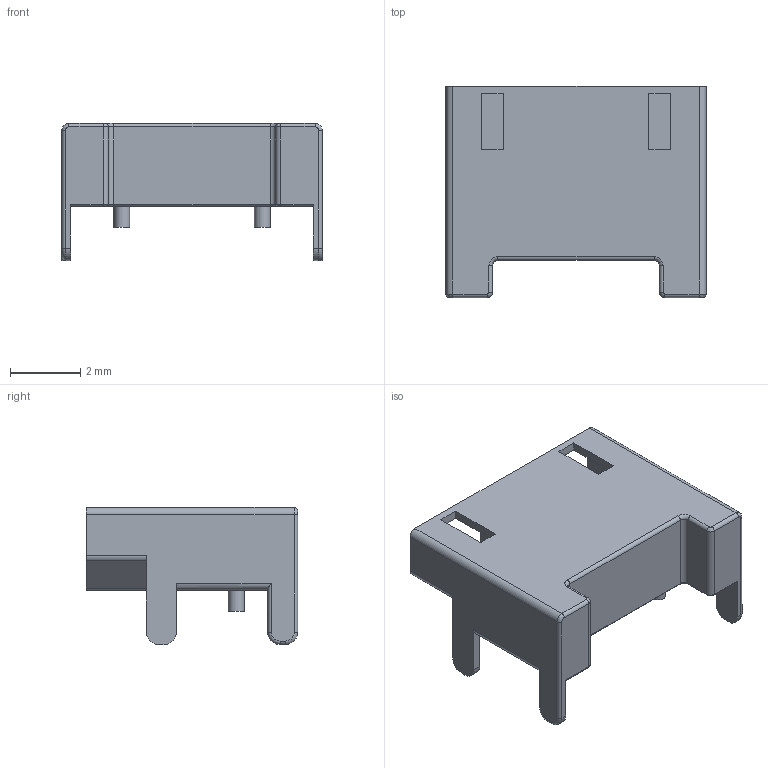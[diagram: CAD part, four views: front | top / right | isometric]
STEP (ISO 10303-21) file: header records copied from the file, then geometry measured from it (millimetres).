
FILE_DESCRIPTION(/* description */ (''),/* implementation_level */ '2;1');
FILE_NAME(/* name */ 'Connectors_SHOU-HAN_MICRO-4P-DIP.step',/* time_stamp */ '2021-03-24T15:20:22+01:00',/* author */ (''),/* organization */ (''),/* preprocessor_version */ 'ST-DEVELOPER v18.1',/* originating_system */ 'Autodesk Translation Framework v9.10.0.1330',/* authorisation */ '');
FILE_SCHEMA (('AUTOMOTIVE_DESIGN { 1 0 10303 214 3 1 1 }'));
Length unit declared in the file: millimetre
Products named in the file (1): Unbenannt
Bounding box: 7.4 x 6.01 x 3.9 mm (x, y, z)
Volume: 52.8 mm3; surface area: 239.3 mm2
Topology: 1 solids, 1 shells, 149 faces, 393 edges, 247 vertices
Faces by surface type: plane 77, cylinder 54, torus 10, bspline 6, sphere 2
Full cylindrical faces by diameter (mm): 0.45 x2
Entity records: 4663 total; most frequent: CARTESIAN_POINT 856, DIRECTION 801, ORIENTED_EDGE 786, EDGE_CURVE 393, LINE 269, VECTOR 269, AXIS2_PLACEMENT_3D 266, VERTEX_POINT 247
